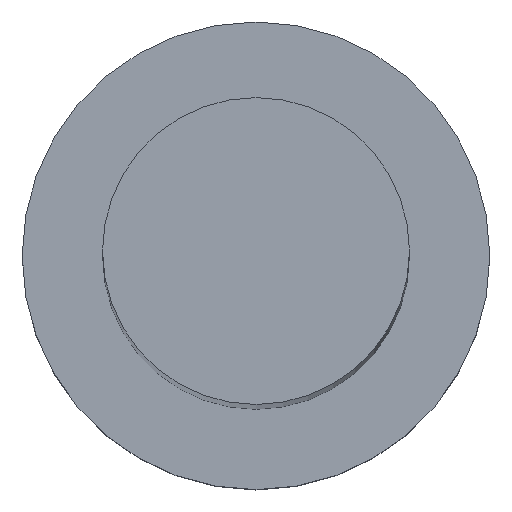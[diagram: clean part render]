
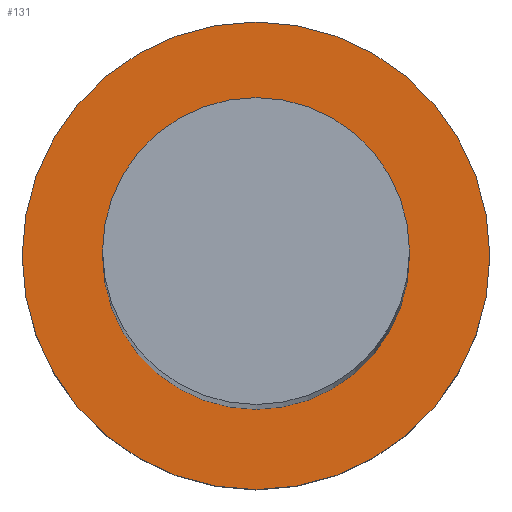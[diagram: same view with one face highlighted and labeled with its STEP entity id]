
A CAD part, top view. The second image highlights one B-rep face of the part: STEP entity #131.
In plain terms, the highlighted planar face has unit normal (0, 0, 1).
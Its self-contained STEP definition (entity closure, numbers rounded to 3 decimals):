
#7 = ORIENTED_EDGE ( 'NONE', *, *, #103, .F. ) ;
#13 = CIRCLE ( 'NONE', #24, 8. ) ;
#24 = AXIS2_PLACEMENT_3D ( 'NONE', #168, #29, #211 ) ;
#25 = DIRECTION ( 'NONE',  ( 1., 0., 0. ) ) ;
#26 = DIRECTION ( 'NONE',  ( 1., 0., 0. ) ) ;
#29 = DIRECTION ( 'NONE',  ( 0., 0., 1. ) ) ;
#31 = EDGE_LOOP ( 'NONE', ( #173, #78 ) ) ;
#37 = AXIS2_PLACEMENT_3D ( 'NONE', #43, #117, #46 ) ;
#43 = CARTESIAN_POINT ( 'NONE',  ( 0., 0., 6.5 ) ) ;
#46 = DIRECTION ( 'NONE',  ( 1., 0., 0. ) ) ;
#51 = EDGE_CURVE ( 'NONE', #113, #242, #229, .T. ) ;
#55 = CIRCLE ( 'NONE', #87, 5.25 ) ;
#58 = EDGE_LOOP ( 'NONE', ( #7, #70 ) ) ;
#59 = EDGE_CURVE ( 'NONE', #180, #108, #55, .T. ) ;
#66 = CIRCLE ( 'NONE', #209, 5.25 ) ;
#70 = ORIENTED_EDGE ( 'NONE', *, *, #59, .F. ) ;
#76 = DIRECTION ( 'NONE',  ( 1., 0., 0. ) ) ;
#78 = ORIENTED_EDGE ( 'NONE', *, *, #51, .T. ) ;
#87 = AXIS2_PLACEMENT_3D ( 'NONE', #199, #222, #26 ) ;
#96 = CARTESIAN_POINT ( 'NONE',  ( 0., 0., 6.5 ) ) ;
#103 = EDGE_CURVE ( 'NONE', #108, #180, #66, .T. ) ;
#108 = VERTEX_POINT ( 'NONE', #150 ) ;
#113 = VERTEX_POINT ( 'NONE', #195 ) ;
#117 = DIRECTION ( 'NONE',  ( 0., 0., 1. ) ) ;
#118 = FACE_OUTER_BOUND ( 'NONE', #31, .T. ) ;
#123 = CARTESIAN_POINT ( 'NONE',  ( 5.25, 0., 6.5 ) ) ;
#131 = ADVANCED_FACE ( 'NONE', ( #178, #118 ), #216, .T. ) ;
#150 = CARTESIAN_POINT ( 'NONE',  ( -5.25, 0., 6.5 ) ) ;
#154 = AXIS2_PLACEMENT_3D ( 'NONE', #96, #176, #76 ) ;
#168 = CARTESIAN_POINT ( 'NONE',  ( 0., 0., 6.5 ) ) ;
#173 = ORIENTED_EDGE ( 'NONE', *, *, #197, .T. ) ;
#175 = DIRECTION ( 'NONE',  ( 0., 0., 1. ) ) ;
#176 = DIRECTION ( 'NONE',  ( 0., 0., 1. ) ) ;
#178 = FACE_BOUND ( 'NONE', #58, .T. ) ;
#180 = VERTEX_POINT ( 'NONE', #123 ) ;
#192 = CARTESIAN_POINT ( 'NONE',  ( -8., 0., 6.5 ) ) ;
#195 = CARTESIAN_POINT ( 'NONE',  ( 8., 0., 6.5 ) ) ;
#197 = EDGE_CURVE ( 'NONE', #242, #113, #13, .T. ) ;
#199 = CARTESIAN_POINT ( 'NONE',  ( 0., 0., 6.5 ) ) ;
#209 = AXIS2_PLACEMENT_3D ( 'NONE', #243, #175, #25 ) ;
#211 = DIRECTION ( 'NONE',  ( 1., 0., 0. ) ) ;
#216 = PLANE ( 'NONE',  #154 ) ;
#222 = DIRECTION ( 'NONE',  ( 0., 0., 1. ) ) ;
#229 = CIRCLE ( 'NONE', #37, 8. ) ;
#242 = VERTEX_POINT ( 'NONE', #192 ) ;
#243 = CARTESIAN_POINT ( 'NONE',  ( 0., 0., 6.5 ) ) ;
